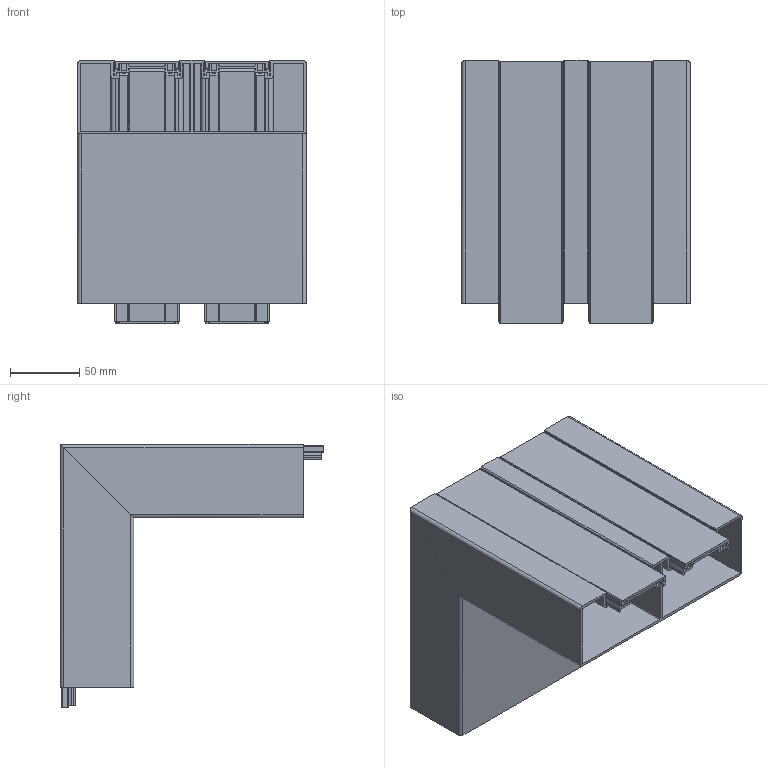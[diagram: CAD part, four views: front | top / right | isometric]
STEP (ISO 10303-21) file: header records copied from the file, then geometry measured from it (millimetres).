
FILE_DESCRIPTION (( 'STEP AP214' ), '1' );
FILE_NAME ('6112613.stp', '2016-04-29T06:41:41', ( '' ), ( '' ), 'SwSTEP 2.0', 'SolidWorks 2014', '' );
FILE_SCHEMA (( 'AUTOMOTIVE_DESIGN' ));
Length unit declared in the file: millimetre
Products named in the file (5): 092983_L=175; 092792_Standard; 6112613; 092791_L=189; 092790_L=189
Assembly tree (8 placements, depth 3):
  6112613
    092983_L=175  x2
    092792_Standard  x4
      092790_L=189
      092791_L=189
Bounding box: 165 x 189.7 x 189.7 mm (x, y, z)
Volume: 422476.1 mm3; surface area: 453861.8 mm2
Topology: 10 solids, 10 shells, 524 faces, 1512 edges, 1008 vertices
Faces by surface type: plane 316, cylinder 208
Entity records: 6028 total; most frequent: CARTESIAN_POINT 1278, ORIENTED_EDGE 1032, DIRECTION 896, EDGE_CURVE 516, VECTOR 364, LINE 364, VERTEX_POINT 344, AXIS2_PLACEMENT_3D 266
